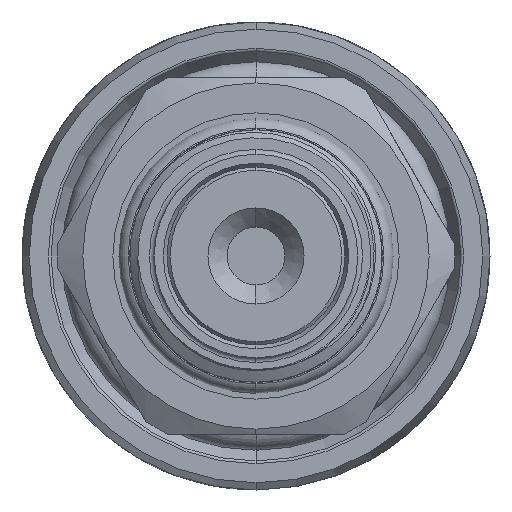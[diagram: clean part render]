
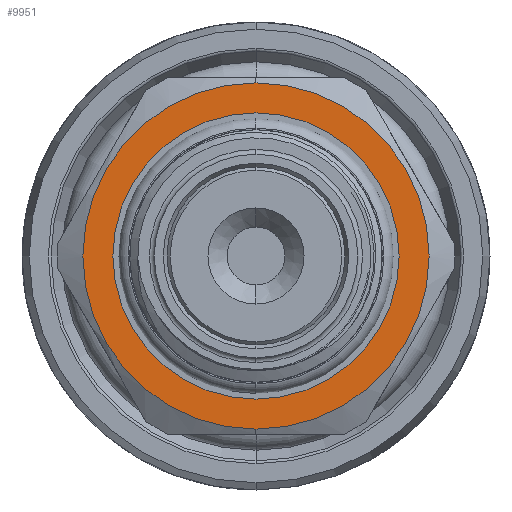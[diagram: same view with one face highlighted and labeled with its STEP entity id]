
A CAD part, left-side view. The second image highlights one B-rep face of the part: STEP entity #9951.
In plain terms, the highlighted planar face has unit normal (-1, 0, 0).
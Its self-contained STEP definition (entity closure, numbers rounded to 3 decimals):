
#446 = VERTEX_POINT ( 'NONE', #9996 ) ;
#448 = VERTEX_POINT ( 'NONE', #10109 ) ;
#521 = VERTEX_POINT ( 'NONE', #10086 ) ;
#573 = VERTEX_POINT ( 'NONE', #10003 ) ;
#1410 = CARTESIAN_POINT ( 'NONE',  ( 14.93, 0., 0. ) ) ;
#1411 = DIRECTION ( 'NONE',  ( -1., 0., 0. ) ) ;
#1412 = DIRECTION ( 'NONE',  ( 0., 0., 1. ) ) ;
#1472 = CARTESIAN_POINT ( 'NONE',  ( 14.93, 0., 0. ) ) ;
#1473 = DIRECTION ( 'NONE',  ( -1., 0., 0. ) ) ;
#1474 = DIRECTION ( 'NONE',  ( 0., 0., 1. ) ) ;
#1555 = CARTESIAN_POINT ( 'NONE',  ( 14.93, 0., 0. ) ) ;
#1556 = DIRECTION ( 'NONE',  ( -1., 0., 0. ) ) ;
#1557 = DIRECTION ( 'NONE',  ( 0., 0., 1. ) ) ;
#1638 = CARTESIAN_POINT ( 'NONE',  ( 14.93, 0., 0. ) ) ;
#1639 = DIRECTION ( 'NONE',  ( -1., 0., 0. ) ) ;
#1640 = DIRECTION ( 'NONE',  ( 0., 0., 1. ) ) ;
#2562 = EDGE_LOOP ( 'NONE', ( #4160, #4161 ) ) ;
#2777 = EDGE_LOOP ( 'NONE', ( #4186, #4185 ) ) ;
#4160 = ORIENTED_EDGE ( 'NONE', *, *, #10225, .T. ) ;
#4161 = ORIENTED_EDGE ( 'NONE', *, *, #10177, .T. ) ;
#4185 = ORIENTED_EDGE ( 'NONE', *, *, #10253, .F. ) ;
#4186 = ORIENTED_EDGE ( 'NONE', *, *, #10159, .F. ) ;
#4873 = AXIS2_PLACEMENT_3D ( 'NONE', #1638, #1639, #1640 ) ;
#4880 = AXIS2_PLACEMENT_3D ( 'NONE', #1555, #1556, #1557 ) ;
#4892 = AXIS2_PLACEMENT_3D ( 'NONE', #1472, #1473, #1474 ) ;
#4898 = AXIS2_PLACEMENT_3D ( 'NONE', #1410, #1411, #1412 ) ;
#4953 = AXIS2_PLACEMENT_3D ( 'NONE', #12052, #12092, #12093 ) ;
#6939 = FACE_OUTER_BOUND ( 'NONE', #2562, .T. ) ;
#6941 = FACE_BOUND ( 'NONE', #2777, .T. ) ;
#7076 = CIRCLE ( 'NONE', #4898, 8.93 ) ;
#7093 = CIRCLE ( 'NONE', #4892, 10.8 ) ;
#7118 = CIRCLE ( 'NONE', #4880, 10.8 ) ;
#7126 = CIRCLE ( 'NONE', #4873, 8.93 ) ;
#9951 = ADVANCED_FACE ( 'NONE', ( #6941, #6939 ), #12090, .F. ) ;
#9996 = CARTESIAN_POINT ( 'NONE',  ( 14.93, 0., 10.8 ) ) ;
#10003 = CARTESIAN_POINT ( 'NONE',  ( 14.93, 0., 8.93 ) ) ;
#10086 = CARTESIAN_POINT ( 'NONE',  ( 14.93, 0., -8.93 ) ) ;
#10109 = CARTESIAN_POINT ( 'NONE',  ( 14.93, 0., -10.8 ) ) ;
#10159 = EDGE_CURVE ( 'NONE', #573, #521, #7076, .T. ) ;
#10177 = EDGE_CURVE ( 'NONE', #446, #448, #7093, .T. ) ;
#10225 = EDGE_CURVE ( 'NONE', #448, #446, #7118, .T. ) ;
#10253 = EDGE_CURVE ( 'NONE', #521, #573, #7126, .T. ) ;
#12052 = CARTESIAN_POINT ( 'NONE',  ( 14.93, 8.93, 0. ) ) ;
#12090 = PLANE ( 'NONE',  #4953 ) ;
#12092 = DIRECTION ( 'NONE',  ( 1., 0., 0. ) ) ;
#12093 = DIRECTION ( 'NONE',  ( 0., 0., -1. ) ) ;
